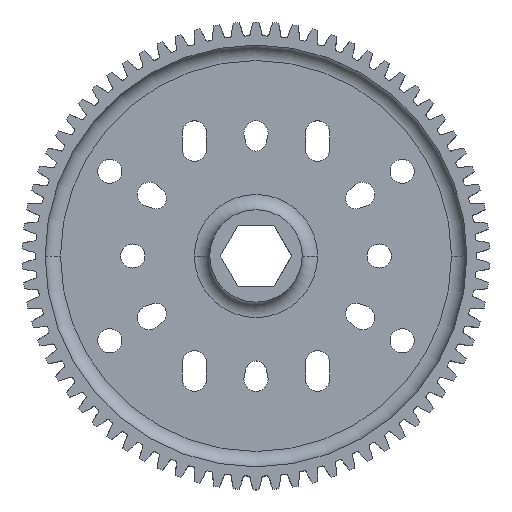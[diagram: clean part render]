
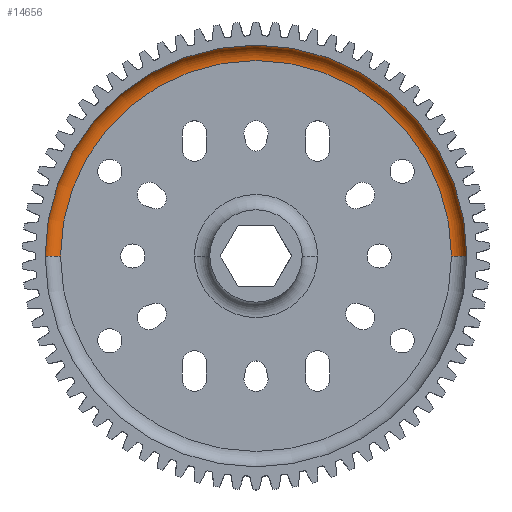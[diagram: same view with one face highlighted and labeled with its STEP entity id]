
A CAD part, top view. The second image highlights one B-rep face of the part: STEP entity #14656.
In plain terms, the highlighted toroidal (fillet/blend) face has major radius 40.322 mm and minor radius 3.175 mm.
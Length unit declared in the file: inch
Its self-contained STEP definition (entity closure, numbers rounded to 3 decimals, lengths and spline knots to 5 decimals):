
#1190 = DIRECTION ( 'NONE',  ( 1., 0., 0. ) ) ;
#2118 = ORIENTED_EDGE ( 'NONE', *, *, #33581, .F. ) ;
#2237 = DIRECTION ( 'NONE',  ( 1., 0., 0. ) ) ;
#3574 = EDGE_LOOP ( 'NONE', ( #11027, #4476, #7920, #2118 ) ) ;
#4476 = ORIENTED_EDGE ( 'NONE', *, *, #28877, .F. ) ;
#4812 = CIRCLE ( 'NONE', #27188, 1.5875 ) ;
#4944 = VERTEX_POINT ( 'NONE', #29339 ) ;
#4967 = DIRECTION ( 'NONE',  ( 0., 0., 1. ) ) ;
#5753 = CARTESIAN_POINT ( 'NONE',  ( -1.5875, 0., 0.0275 ) ) ;
#7920 = ORIENTED_EDGE ( 'NONE', *, *, #26612, .T. ) ;
#9739 = AXIS2_PLACEMENT_3D ( 'NONE', #5753, #11221, #16015 ) ;
#10806 = DIRECTION ( 'NONE',  ( 0., -1., 0. ) ) ;
#11027 = ORIENTED_EDGE ( 'NONE', *, *, #30202, .F. ) ;
#11221 = DIRECTION ( 'NONE',  ( 0., 1., 0. ) ) ;
#12489 = CARTESIAN_POINT ( 'NONE',  ( -1.7125, 0., 0.0275 ) ) ;
#13210 = VERTEX_POINT ( 'NONE', #23114 ) ;
#13364 = DIRECTION ( 'NONE',  ( 0., 0., -1. ) ) ;
#14143 = CIRCLE ( 'NONE', #19071, 1.7125 ) ;
#14656 = ADVANCED_FACE ( 'NONE', ( #20871 ), #27618, .F. ) ;
#16015 = DIRECTION ( 'NONE',  ( -1., 0., 0. ) ) ;
#19071 = AXIS2_PLACEMENT_3D ( 'NONE', #31085, #28338, #26276 ) ;
#20060 = CARTESIAN_POINT ( 'NONE',  ( 1.5875, 0., 0.0275 ) ) ;
#20131 = VERTEX_POINT ( 'NONE', #21734 ) ;
#20871 = FACE_OUTER_BOUND ( 'NONE', #3574, .T. ) ;
#21734 = CARTESIAN_POINT ( 'NONE',  ( 1.5875, 0., -0.0975 ) ) ;
#23114 = CARTESIAN_POINT ( 'NONE',  ( -1.5875, 0., -0.0975 ) ) ;
#24616 = CARTESIAN_POINT ( 'NONE',  ( 0., 0., -0.0975 ) ) ;
#26181 = VERTEX_POINT ( 'NONE', #12489 ) ;
#26276 = DIRECTION ( 'NONE',  ( 1., 0., 0. ) ) ;
#26612 = EDGE_CURVE ( 'NONE', #20131, #4944, #33166, .T. ) ;
#27141 = AXIS2_PLACEMENT_3D ( 'NONE', #20060, #10806, #13364 ) ;
#27188 = AXIS2_PLACEMENT_3D ( 'NONE', #24616, #27872, #1190 ) ;
#27618 = TOROIDAL_SURFACE ( 'NONE', #33109, 1.5875, 0.125 ) ;
#27872 = DIRECTION ( 'NONE',  ( 0., 0., 1. ) ) ;
#28338 = DIRECTION ( 'NONE',  ( 0., 0., -1. ) ) ;
#28877 = EDGE_CURVE ( 'NONE', #20131, #13210, #4812, .T. ) ;
#29339 = CARTESIAN_POINT ( 'NONE',  ( 1.7125, 0., 0.0275 ) ) ;
#30202 = EDGE_CURVE ( 'NONE', #13210, #26181, #31062, .T. ) ;
#30974 = CARTESIAN_POINT ( 'NONE',  ( 0., 0., 0.0275 ) ) ;
#31062 = CIRCLE ( 'NONE', #9739, 0.125 ) ;
#31085 = CARTESIAN_POINT ( 'NONE',  ( 0., 0., 0.0275 ) ) ;
#33109 = AXIS2_PLACEMENT_3D ( 'NONE', #30974, #4967, #2237 ) ;
#33166 = CIRCLE ( 'NONE', #27141, 0.125 ) ;
#33581 = EDGE_CURVE ( 'NONE', #26181, #4944, #14143, .T. ) ;
